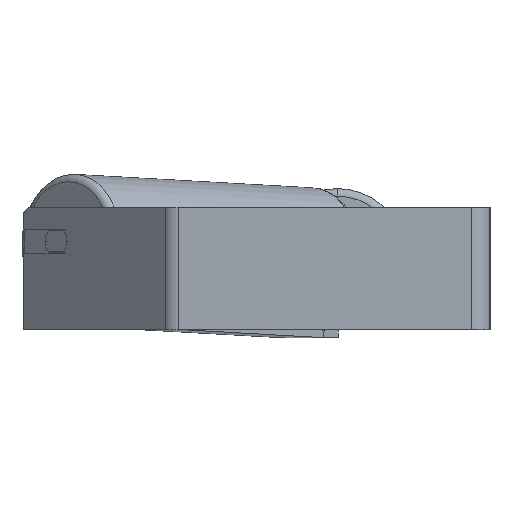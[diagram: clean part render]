
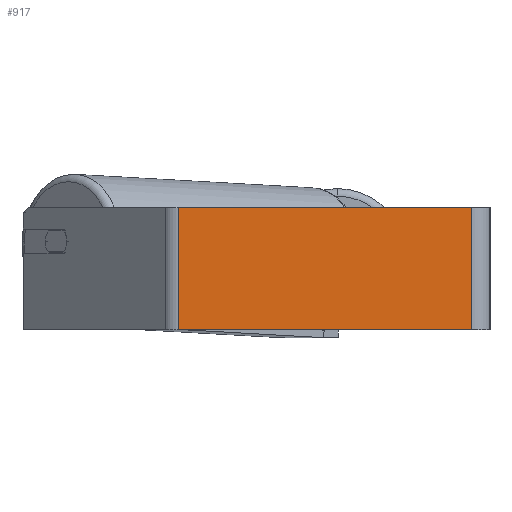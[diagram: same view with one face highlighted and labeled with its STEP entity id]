
A CAD part, left-side view. The second image highlights one B-rep face of the part: STEP entity #917.
In plain terms, the highlighted planar face has unit normal (-1, 0, 0).
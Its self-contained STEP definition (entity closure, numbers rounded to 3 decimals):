
#243 = DIRECTION ( 'NONE',  ( 0., 0., -1. ) ) ;
#280 = CARTESIAN_POINT ( 'NONE',  ( -400., 204.068, -40. ) ) ;
#408 = EDGE_LOOP ( 'NONE', ( #7912, #5266, #7509, #8176 ) ) ;
#469 = CARTESIAN_POINT ( 'NONE',  ( -400., 209.039, -40. ) ) ;
#812 = DIRECTION ( 'NONE',  ( 1., 0., 0. ) ) ;
#917 = ADVANCED_FACE ( 'NONE', ( #3639 ), #1639, .F. ) ;
#1053 = CARTESIAN_POINT ( 'NONE',  ( -400., 12., -40. ) ) ;
#1384 = EDGE_CURVE ( 'NONE', #6477, #1706, #8657, .T. ) ;
#1536 = VECTOR ( 'NONE', #243, 1000. ) ;
#1639 = PLANE ( 'NONE',  #3698 ) ;
#1706 = VERTEX_POINT ( 'NONE', #280 ) ;
#1765 = CARTESIAN_POINT ( 'NONE',  ( -400., 204.068, 40. ) ) ;
#2323 = DIRECTION ( 'NONE',  ( 0., -1., 0. ) ) ;
#2729 = VECTOR ( 'NONE', #2323, 1000. ) ;
#3221 = DIRECTION ( 'NONE',  ( 0., 0., -1. ) ) ;
#3595 = DIRECTION ( 'NONE',  ( 0., 0., -1. ) ) ;
#3639 = FACE_OUTER_BOUND ( 'NONE', #408, .T. ) ;
#3686 = LINE ( 'NONE', #5798, #2729 ) ;
#3698 = AXIS2_PLACEMENT_3D ( 'NONE', #8494, #812, #3595 ) ;
#3767 = LINE ( 'NONE', #4494, #6691 ) ;
#3900 = VERTEX_POINT ( 'NONE', #5285 ) ;
#3983 = LINE ( 'NONE', #469, #4649 ) ;
#4377 = CARTESIAN_POINT ( 'NONE',  ( -400., 204.068, 40. ) ) ;
#4494 = CARTESIAN_POINT ( 'NONE',  ( -400., 12., 40. ) ) ;
#4649 = VECTOR ( 'NONE', #6044, 1000. ) ;
#4929 = VERTEX_POINT ( 'NONE', #1053 ) ;
#5266 = ORIENTED_EDGE ( 'NONE', *, *, #8028, .F. ) ;
#5285 = CARTESIAN_POINT ( 'NONE',  ( -400., 12., 40. ) ) ;
#5364 = EDGE_CURVE ( 'NONE', #6477, #3900, #3686, .T. ) ;
#5798 = CARTESIAN_POINT ( 'NONE',  ( -400., 209.039, 40. ) ) ;
#6044 = DIRECTION ( 'NONE',  ( 0., -1., 0. ) ) ;
#6477 = VERTEX_POINT ( 'NONE', #4377 ) ;
#6691 = VECTOR ( 'NONE', #3221, 1000. ) ;
#7402 = EDGE_CURVE ( 'NONE', #1706, #4929, #3983, .T. ) ;
#7509 = ORIENTED_EDGE ( 'NONE', *, *, #5364, .F. ) ;
#7912 = ORIENTED_EDGE ( 'NONE', *, *, #7402, .T. ) ;
#8028 = EDGE_CURVE ( 'NONE', #3900, #4929, #3767, .T. ) ;
#8176 = ORIENTED_EDGE ( 'NONE', *, *, #1384, .T. ) ;
#8494 = CARTESIAN_POINT ( 'NONE',  ( -400., 209.039, 40. ) ) ;
#8657 = LINE ( 'NONE', #1765, #1536 ) ;
